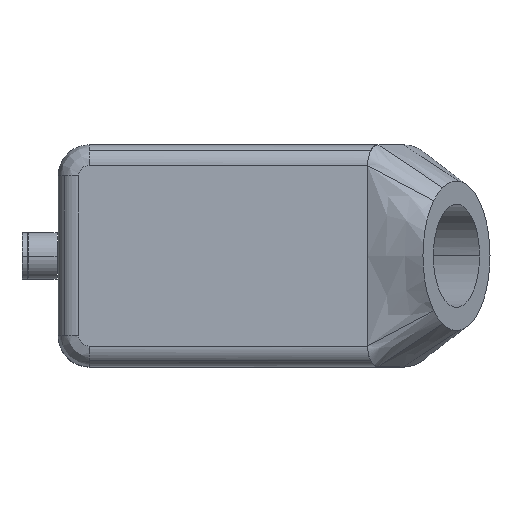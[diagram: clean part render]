
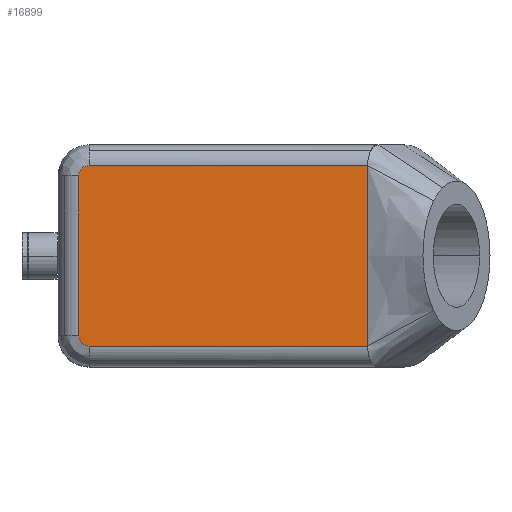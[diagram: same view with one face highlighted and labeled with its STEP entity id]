
A CAD part, top view. The second image highlights one B-rep face of the part: STEP entity #16899.
In plain terms, the highlighted planar face has unit normal (0, 0, 1).
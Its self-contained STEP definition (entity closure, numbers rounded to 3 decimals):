
#185=CARTESIAN_POINT('',(-32.5,-15.5,52.));
#186=VERTEX_POINT('',#185);
#194=CARTESIAN_POINT('',(-32.5,15.5,52.));
#195=VERTEX_POINT('',#194);
#196=CARTESIAN_POINT('',(-32.5,-15.5,52.));
#197=DIRECTION('',(0.0,1.0,0.0));
#198=VECTOR('',#197,31.);
#199=LINE('',#196,#198);
#200=EDGE_CURVE('',#186,#195,#199,.T.);
#6989=CARTESIAN_POINT('',(23.5,0.,52.0));
#6990=VERTEX_POINT('',#6989);
#7094=CARTESIAN_POINT('',(23.5,17.5,52.0));
#7095=VERTEX_POINT('',#7094);
#7103=CARTESIAN_POINT('',(23.5,0.,52.0));
#7104=DIRECTION('',(0.0,1.0,0.0));
#7105=VECTOR('',#7104,17.5);
#7106=LINE('',#7103,#7105);
#7107=EDGE_CURVE('',#6990,#7095,#7106,.T.);
#7126=CARTESIAN_POINT('',(23.5,-17.5,52.0));
#7127=VERTEX_POINT('',#7126);
#7128=CARTESIAN_POINT('',(23.5,-17.5,52.0));
#7129=DIRECTION('',(0.0,1.0,0.0));
#7130=VECTOR('',#7129,17.5);
#7131=LINE('',#7128,#7130);
#7132=EDGE_CURVE('',#7127,#6990,#7131,.T.);
#16680=CARTESIAN_POINT('',(-30.5,-17.5,52.));
#16681=VERTEX_POINT('',#16680);
#16682=CARTESIAN_POINT('',(23.5,-17.5,52.0));
#16683=DIRECTION('',(-1.0,0.0,0.0));
#16684=VECTOR('',#16683,54.0);
#16685=LINE('',#16682,#16684);
#16686=EDGE_CURVE('',#7127,#16681,#16685,.T.);
#16763=CARTESIAN_POINT('',(-30.5,-15.5,52.));
#16764=DIRECTION('',(0.,0.,-1.));
#16765=DIRECTION('',(-0.707,-0.707,0.));
#16766=AXIS2_PLACEMENT_3D('',#16763,#16764,#16765);
#16767=CIRCLE('',#16766,2.);
#16768=EDGE_CURVE('',#16681,#186,#16767,.T.);
#16844=CARTESIAN_POINT('',(-30.5,17.5,52.));
#16845=VERTEX_POINT('',#16844);
#16858=CARTESIAN_POINT('',(-30.5,15.5,52.));
#16859=DIRECTION('',(0.,0.,-1.));
#16860=DIRECTION('',(-0.707,0.707,0.));
#16861=AXIS2_PLACEMENT_3D('',#16858,#16859,#16860);
#16862=CIRCLE('',#16861,2.);
#16863=EDGE_CURVE('',#195,#16845,#16862,.T.);
#16875=CARTESIAN_POINT('',(-30.5,17.5,52.));
#16876=DIRECTION('',(1.0,0.0,0.0));
#16877=VECTOR('',#16876,54.0);
#16878=LINE('',#16875,#16877);
#16879=EDGE_CURVE('',#16845,#7095,#16878,.T.);
#16885=CARTESIAN_POINT('',(23.5,0.0,52.0));
#16886=DIRECTION('',(0.0,0.0,1.0));
#16887=DIRECTION('',(1.0,0.0,0.0));
#16888=AXIS2_PLACEMENT_3D('',#16885,#16886,#16887);
#16889=PLANE('',#16888);
#16890=ORIENTED_EDGE('',*,*,#16879,.F.);
#16891=ORIENTED_EDGE('',*,*,#16863,.F.);
#16892=ORIENTED_EDGE('',*,*,#200,.F.);
#16893=ORIENTED_EDGE('',*,*,#16768,.F.);
#16894=ORIENTED_EDGE('',*,*,#16686,.F.);
#16895=ORIENTED_EDGE('',*,*,#7132,.T.);
#16896=ORIENTED_EDGE('',*,*,#7107,.T.);
#16897=EDGE_LOOP('',(#16890,#16891,#16892,#16893,#16894,#16895,#16896));
#16898=FACE_OUTER_BOUND('',#16897,.T.);
#16899=ADVANCED_FACE('',(#16898),#16889,.T.);
